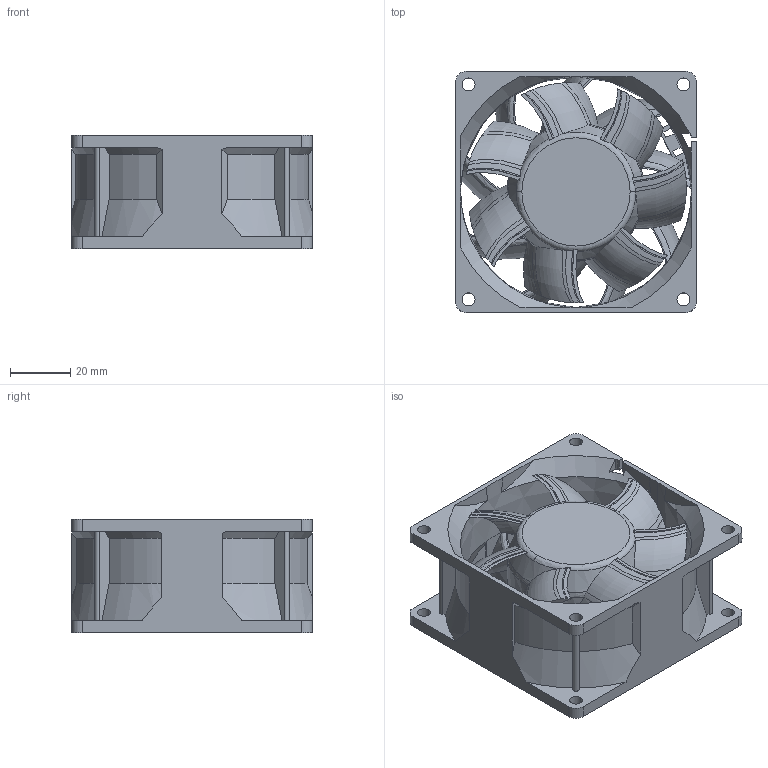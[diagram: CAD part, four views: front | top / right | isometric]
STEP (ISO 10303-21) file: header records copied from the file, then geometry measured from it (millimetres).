
FILE_DESCRIPTION((''),'2;1');
FILE_NAME('8038-1_ASM','2019-05-02T',('Administrator'),(''),'PRO/ENGINEER BY PARAMETRIC TECHNOLOGY CORPORATION, 2009440','PRO/ENGINEER BY PARAMETRIC TECHNOLOGY CORPORATION, 2009440','');
FILE_SCHEMA(('CONFIG_CONTROL_DESIGN'));
Length unit declared in the file: millimetre
Products named in the file (3): 8038-1-KUANG; 8038-2BYE; 8038-1_ASM
Assembly tree (2 placements, depth 2):
  8038-1_ASM
    8038-1-KUANG
    8038-2BYE
Bounding box: 80.2 x 80.2 x 37.8 mm (x, y, z)
Volume: 46158.1 mm3; surface area: 53976.2 mm2
Topology: 2 solids, 2 shells, 486 faces, 1403 edges, 915 vertices
Faces by surface type: plane 158, bspline 126, cylinder 99, cone 71, torus 32
Entity records: 22000 total; most frequent: CARTESIAN_POINT 10188, ORIENTED_EDGE 2806, DIRECTION 2007, EDGE_CURVE 1403, VERTEX_POINT 915, AXIS2_PLACEMENT_3D 811, B_SPLINE_CURVE_WITH_KNOTS 572, EDGE_LOOP 520
